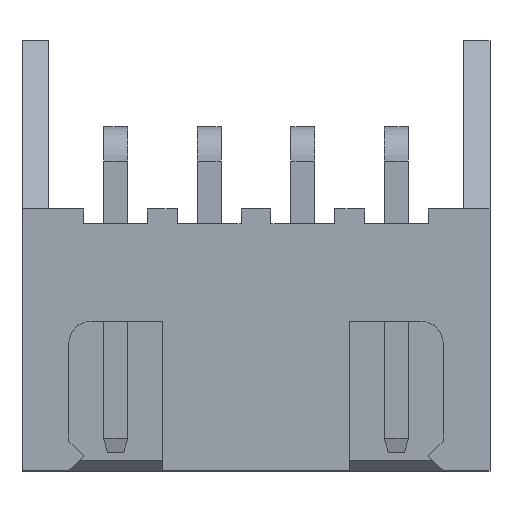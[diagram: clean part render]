
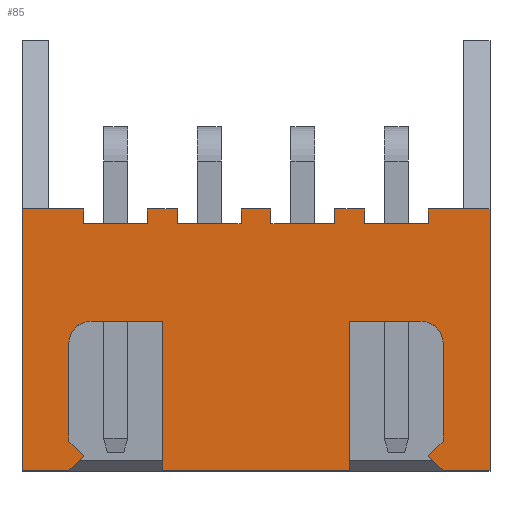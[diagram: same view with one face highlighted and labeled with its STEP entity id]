
A CAD part, top view. The second image highlights one B-rep face of the part: STEP entity #85.
In plain terms, the highlighted planar face has unit normal (0, 0, 1).
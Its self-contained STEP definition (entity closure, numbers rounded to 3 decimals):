
#85=ADVANCED_FACE('',(#1366),#1368,.T.);
#1366=FACE_BOUND('',#1367,.T.);
#1367=EDGE_LOOP('',(#2392,#2393,#2394,#2395,#2396,#2397,#2398,#2399,#2400,#2401,
#2402,#2403,#2404,#2405,#2406,#2407,#2408,#2409,#2410,#2411,#2412,#2413,#2414,#2415,
#2416,#2417,#2418,#2419,#2420,#2421,#2422,#2423,#2424,#2425));
#1368=PLANE('',#1369);
#1369=AXIS2_PLACEMENT_3D('',#1370,#1371,#1372);
#1370=CARTESIAN_POINT('',(-1.25,-8.88,5.75));
#1371=DIRECTION('',(0.,0.,1.));
#1372=DIRECTION('',(1.,0.,0.));
#2392=ORIENTED_EDGE('',*,*,#3120,.T.);
#2393=ORIENTED_EDGE('',*,*,#3121,.T.);
#2394=ORIENTED_EDGE('',*,*,#3122,.T.);
#2395=ORIENTED_EDGE('',*,*,#3123,.T.);
#2396=ORIENTED_EDGE('',*,*,#3116,.T.);
#2397=ORIENTED_EDGE('',*,*,#3124,.T.);
#2398=ORIENTED_EDGE('',*,*,#3125,.T.);
#2399=ORIENTED_EDGE('',*,*,#3126,.T.);
#2400=ORIENTED_EDGE('',*,*,#3127,.T.);
#2401=ORIENTED_EDGE('',*,*,#3128,.T.);
#2402=ORIENTED_EDGE('',*,*,#3129,.F.);
#2403=ORIENTED_EDGE('',*,*,#3130,.T.);
#2404=ORIENTED_EDGE('',*,*,#3131,.T.);
#2405=ORIENTED_EDGE('',*,*,#3132,.T.);
#2406=ORIENTED_EDGE('',*,*,#3133,.F.);
#2407=ORIENTED_EDGE('',*,*,#3134,.T.);
#2408=ORIENTED_EDGE('',*,*,#3135,.T.);
#2409=ORIENTED_EDGE('',*,*,#3136,.T.);
#2410=ORIENTED_EDGE('',*,*,#3137,.F.);
#2411=ORIENTED_EDGE('',*,*,#3138,.T.);
#2412=ORIENTED_EDGE('',*,*,#3139,.T.);
#2413=ORIENTED_EDGE('',*,*,#3140,.T.);
#2414=ORIENTED_EDGE('',*,*,#3141,.T.);
#2415=ORIENTED_EDGE('',*,*,#3142,.F.);
#2416=ORIENTED_EDGE('',*,*,#3143,.T.);
#2417=ORIENTED_EDGE('',*,*,#3144,.T.);
#2418=ORIENTED_EDGE('',*,*,#3145,.T.);
#2419=ORIENTED_EDGE('',*,*,#3146,.T.);
#2420=ORIENTED_EDGE('',*,*,#3147,.T.);
#2421=ORIENTED_EDGE('',*,*,#3148,.T.);
#2422=ORIENTED_EDGE('',*,*,#3149,.T.);
#2423=ORIENTED_EDGE('',*,*,#3118,.T.);
#2424=ORIENTED_EDGE('',*,*,#3150,.T.);
#2425=ORIENTED_EDGE('',*,*,#3151,.T.);
#3116=EDGE_CURVE('',#3501,#3503,#3505,.T.);
#3118=EDGE_CURVE('',#3508,#3506,#3509,.T.);
#3120=EDGE_CURVE('',#3511,#3512,#3513,.T.);
#3121=EDGE_CURVE('',#3512,#3514,#3515,.T.);
#3122=EDGE_CURVE('',#3514,#3516,#3517,.T.);
#3123=EDGE_CURVE('',#3516,#3501,#3518,.T.);
#3124=EDGE_CURVE('',#3503,#3519,#3520,.T.);
#3125=EDGE_CURVE('',#3519,#3521,#3522,.T.);
#3126=EDGE_CURVE('',#3521,#3523,#3524,.F.);
#3127=EDGE_CURVE('',#3523,#3525,#3526,.T.);
#3128=EDGE_CURVE('',#3525,#3527,#3528,.F.);
#3129=EDGE_CURVE('',#3529,#3527,#3530,.T.);
#3130=EDGE_CURVE('',#3529,#3531,#3532,.F.);
#3131=EDGE_CURVE('',#3531,#3533,#3534,.T.);
#3132=EDGE_CURVE('',#3533,#3535,#3536,.F.);
#3133=EDGE_CURVE('',#3537,#3535,#3538,.T.);
#3134=EDGE_CURVE('',#3537,#3539,#3540,.F.);
#3135=EDGE_CURVE('',#3539,#3541,#3542,.T.);
#3136=EDGE_CURVE('',#3541,#3543,#3544,.F.);
#3137=EDGE_CURVE('',#3545,#3543,#3546,.T.);
#3138=EDGE_CURVE('',#3545,#3547,#3548,.F.);
#3139=EDGE_CURVE('',#3547,#3549,#3550,.T.);
#3140=EDGE_CURVE('',#3549,#3551,#3552,.F.);
#3141=EDGE_CURVE('',#3551,#3553,#3554,.T.);
#3142=EDGE_CURVE('',#3555,#3553,#3556,.T.);
#3143=EDGE_CURVE('',#3555,#3557,#3558,.T.);
#3144=EDGE_CURVE('',#3557,#3559,#3560,.F.);
#3145=EDGE_CURVE('',#3559,#3561,#3562,.F.);
#3146=EDGE_CURVE('',#3561,#3563,#3564,.F.);
#3147=EDGE_CURVE('',#3563,#3565,#3566,.F.);
#3148=EDGE_CURVE('',#3565,#3567,#3568,.F.);
#3149=EDGE_CURVE('',#3567,#3508,#3569,.F.);
#3150=EDGE_CURVE('',#3506,#3570,#3571,.T.);
#3151=EDGE_CURVE('',#3570,#3511,#3572,.T.);
#3501=VERTEX_POINT('',#4144);
#3503=VERTEX_POINT('',#4148);
#3505=LINE('',#4152,#4153);
#3506=VERTEX_POINT('',#4155);
#3508=VERTEX_POINT('',#4159);
#3509=LINE('',#4160,#4161);
#3511=VERTEX_POINT('',#4166);
#3512=VERTEX_POINT('',#4167);
#3513=CIRCLE('',#4168,0.6);
#3514=VERTEX_POINT('',#4172);
#3515=LINE('',#4173,#4174);
#3516=VERTEX_POINT('',#4176);
#3517=LINE('',#4177,#4178);
#3518=LINE('',#4180,#4181);
#3519=VERTEX_POINT('',#4183);
#3520=LINE('',#4184,#4185);
#3521=VERTEX_POINT('',#4187);
#3522=LINE('',#4188,#4189);
#3523=VERTEX_POINT('',#4191);
#3524=LINE('',#4192,#4193);
#3525=VERTEX_POINT('',#4195);
#3526=LINE('',#4196,#4197);
#3527=VERTEX_POINT('',#4199);
#3528=LINE('',#4200,#4201);
#3529=VERTEX_POINT('',#4203);
#3530=LINE('',#4204,#4205);
#3531=VERTEX_POINT('',#4207);
#3532=LINE('',#4208,#4209);
#3533=VERTEX_POINT('',#4211);
#3534=LINE('',#4212,#4213);
#3535=VERTEX_POINT('',#4215);
#3536=LINE('',#4216,#4217);
#3537=VERTEX_POINT('',#4219);
#3538=LINE('',#4220,#4221);
#3539=VERTEX_POINT('',#4223);
#3540=LINE('',#4224,#4225);
#3541=VERTEX_POINT('',#4227);
#3542=LINE('',#4228,#4229);
#3543=VERTEX_POINT('',#4231);
#3544=LINE('',#4232,#4233);
#3545=VERTEX_POINT('',#4235);
#3546=LINE('',#4236,#4237);
#3547=VERTEX_POINT('',#4239);
#3548=LINE('',#4240,#4241);
#3549=VERTEX_POINT('',#4243);
#3550=LINE('',#4244,#4245);
#3551=VERTEX_POINT('',#4247);
#3552=LINE('',#4248,#4249);
#3553=VERTEX_POINT('',#4251);
#3554=LINE('',#4252,#4253);
#3555=VERTEX_POINT('',#4255);
#3556=LINE('',#4256,#4257);
#3557=VERTEX_POINT('',#4259);
#3558=LINE('',#4260,#4261);
#3559=VERTEX_POINT('',#4263);
#3560=LINE('',#4264,#4265);
#3561=VERTEX_POINT('',#4267);
#3562=LINE('',#4268,#4269);
#3563=VERTEX_POINT('',#4271);
#3564=LINE('',#4272,#4273);
#3565=VERTEX_POINT('',#4275);
#3566=CIRCLE('',#4276,0.6);
#3567=VERTEX_POINT('',#4280);
#3568=LINE('',#4281,#4282);
#3569=LINE('',#4284,#4285);
#3570=VERTEX_POINT('',#4287);
#3571=LINE('',#4288,#4289);
#3572=LINE('',#4291,#4292);
#4144=CARTESIAN_POINT('',(8.75,-8.88,5.75));
#4148=CARTESIAN_POINT('',(10.,-8.88,5.75));
#4152=CARTESIAN_POINT('',(8.75,-8.88,5.75));
#4153=VECTOR('',#4154,1.);
#4154=DIRECTION('',(1.,0.,0.));
#4155=CARTESIAN_POINT('',(6.25,-8.88,5.75));
#4159=CARTESIAN_POINT('',(1.25,-8.88,5.75));
#4160=CARTESIAN_POINT('',(1.25,-8.88,5.75));
#4161=VECTOR('',#4162,1.);
#4162=DIRECTION('',(1.,0.,0.));
#4166=CARTESIAN_POINT('',(8.15,-4.88,5.75));
#4167=CARTESIAN_POINT('',(8.75,-5.48,5.75));
#4168=AXIS2_PLACEMENT_3D('',#4169,#4170,#4171);
#4169=CARTESIAN_POINT('',(8.15,-5.48,5.75));
#4170=DIRECTION('',(0.,0.,-1.));
#4171=DIRECTION('',(0.,1.,0.));
#4172=CARTESIAN_POINT('',(8.75,-8.08,5.75));
#4173=CARTESIAN_POINT('',(8.75,-5.48,5.75));
#4174=VECTOR('',#4175,1.);
#4175=DIRECTION('',(0.,-1.,0.));
#4176=CARTESIAN_POINT('',(8.35,-8.48,5.75));
#4177=CARTESIAN_POINT('',(8.75,-8.08,5.75));
#4178=VECTOR('',#4179,1.);
#4179=DIRECTION('',(-0.707,-0.707,0.));
#4180=CARTESIAN_POINT('',(8.35,-8.48,5.75));
#4181=VECTOR('',#4182,1.);
#4182=DIRECTION('',(0.707,-0.707,0.));
#4183=CARTESIAN_POINT('',(10.,-1.88,5.75));
#4184=CARTESIAN_POINT('',(10.,-8.88,5.75));
#4185=VECTOR('',#4186,1.);
#4186=DIRECTION('',(0.,1.,0.));
#4187=CARTESIAN_POINT('',(8.35,-1.88,5.75));
#4188=CARTESIAN_POINT('',(10.,-1.88,5.75));
#4189=VECTOR('',#4190,1.);
#4190=DIRECTION('',(-1.,0.,0.));
#4191=CARTESIAN_POINT('',(8.35,-2.28,5.75));
#4192=CARTESIAN_POINT('',(8.35,-2.28,5.75));
#4193=VECTOR('',#4194,1.);
#4194=DIRECTION('',(0.,1.,0.));
#4195=CARTESIAN_POINT('',(6.65,-2.28,5.75));
#4196=CARTESIAN_POINT('',(8.35,-2.28,5.75));
#4197=VECTOR('',#4198,1.);
#4198=DIRECTION('',(-1.,0.,0.));
#4199=CARTESIAN_POINT('',(6.65,-1.88,5.75));
#4200=CARTESIAN_POINT('',(6.65,-1.88,5.75));
#4201=VECTOR('',#4202,1.);
#4202=DIRECTION('',(0.,-1.,0.));
#4203=CARTESIAN_POINT('',(5.85,-1.88,5.75));
#4204=CARTESIAN_POINT('',(5.85,-1.88,5.75));
#4205=VECTOR('',#4206,1.);
#4206=DIRECTION('',(1.,0.,0.));
#4207=CARTESIAN_POINT('',(5.85,-2.28,5.75));
#4208=CARTESIAN_POINT('',(5.85,-2.28,5.75));
#4209=VECTOR('',#4210,1.);
#4210=DIRECTION('',(0.,1.,0.));
#4211=CARTESIAN_POINT('',(4.15,-2.28,5.75));
#4212=CARTESIAN_POINT('',(5.85,-2.28,5.75));
#4213=VECTOR('',#4214,1.);
#4214=DIRECTION('',(-1.,0.,0.));
#4215=CARTESIAN_POINT('',(4.15,-1.88,5.75));
#4216=CARTESIAN_POINT('',(4.15,-1.88,5.75));
#4217=VECTOR('',#4218,1.);
#4218=DIRECTION('',(0.,-1.,0.));
#4219=CARTESIAN_POINT('',(3.35,-1.88,5.75));
#4220=CARTESIAN_POINT('',(3.35,-1.88,5.75));
#4221=VECTOR('',#4222,1.);
#4222=DIRECTION('',(1.,0.,0.));
#4223=CARTESIAN_POINT('',(3.35,-2.28,5.75));
#4224=CARTESIAN_POINT('',(3.35,-2.28,5.75));
#4225=VECTOR('',#4226,1.);
#4226=DIRECTION('',(0.,1.,0.));
#4227=CARTESIAN_POINT('',(1.65,-2.28,5.75));
#4228=CARTESIAN_POINT('',(3.35,-2.28,5.75));
#4229=VECTOR('',#4230,1.);
#4230=DIRECTION('',(-1.,0.,0.));
#4231=CARTESIAN_POINT('',(1.65,-1.88,5.75));
#4232=CARTESIAN_POINT('',(1.65,-1.88,5.75));
#4233=VECTOR('',#4234,1.);
#4234=DIRECTION('',(0.,-1.,0.));
#4235=CARTESIAN_POINT('',(0.85,-1.88,5.75));
#4236=CARTESIAN_POINT('',(0.85,-1.88,5.75));
#4237=VECTOR('',#4238,1.);
#4238=DIRECTION('',(1.,0.,0.));
#4239=CARTESIAN_POINT('',(0.85,-2.28,5.75));
#4240=CARTESIAN_POINT('',(0.85,-2.28,5.75));
#4241=VECTOR('',#4242,1.);
#4242=DIRECTION('',(0.,1.,0.));
#4243=CARTESIAN_POINT('',(-0.85,-2.28,5.75));
#4244=CARTESIAN_POINT('',(0.85,-2.28,5.75));
#4245=VECTOR('',#4246,1.);
#4246=DIRECTION('',(-1.,0.,0.));
#4247=CARTESIAN_POINT('',(-0.85,-1.88,5.75));
#4248=CARTESIAN_POINT('',(-0.85,-1.88,5.75));
#4249=VECTOR('',#4250,1.);
#4250=DIRECTION('',(0.,-1.,0.));
#4251=CARTESIAN_POINT('',(-2.5,-1.88,5.75));
#4252=CARTESIAN_POINT('',(-0.85,-1.88,5.75));
#4253=VECTOR('',#4254,1.);
#4254=DIRECTION('',(-1.,0.,0.));
#4255=CARTESIAN_POINT('',(-2.5,-8.88,5.75));
#4256=CARTESIAN_POINT('',(-2.5,-8.88,5.75));
#4257=VECTOR('',#4258,1.);
#4258=DIRECTION('',(0.,1.,0.));
#4259=CARTESIAN_POINT('',(-1.25,-8.88,5.75));
#4260=CARTESIAN_POINT('',(-2.5,-8.88,5.75));
#4261=VECTOR('',#4262,1.);
#4262=DIRECTION('',(1.,0.,0.));
#4263=CARTESIAN_POINT('',(-0.85,-8.48,5.75));
#4264=CARTESIAN_POINT('',(-0.85,-8.48,5.75));
#4265=VECTOR('',#4266,1.);
#4266=DIRECTION('',(-0.707,-0.707,0.));
#4267=CARTESIAN_POINT('',(-1.25,-8.08,5.75));
#4268=CARTESIAN_POINT('',(-1.25,-8.08,5.75));
#4269=VECTOR('',#4270,1.);
#4270=DIRECTION('',(0.707,-0.707,0.));
#4271=CARTESIAN_POINT('',(-1.25,-5.48,5.75));
#4272=CARTESIAN_POINT('',(-1.25,-5.48,5.75));
#4273=VECTOR('',#4274,1.);
#4274=DIRECTION('',(0.,-1.,0.));
#4275=CARTESIAN_POINT('',(-0.65,-4.88,5.75));
#4276=AXIS2_PLACEMENT_3D('',#4277,#4278,#4279);
#4277=CARTESIAN_POINT('',(-0.65,-5.48,5.75));
#4278=DIRECTION('',(0.,-0.,1.));
#4279=DIRECTION('',(0.,1.,0.));
#4280=CARTESIAN_POINT('',(1.25,-4.88,5.75));
#4281=CARTESIAN_POINT('',(1.25,-4.88,5.75));
#4282=VECTOR('',#4283,1.);
#4283=DIRECTION('',(-1.,0.,0.));
#4284=CARTESIAN_POINT('',(1.25,-8.88,5.75));
#4285=VECTOR('',#4286,1.);
#4286=DIRECTION('',(0.,1.,0.));
#4287=CARTESIAN_POINT('',(6.25,-4.88,5.75));
#4288=CARTESIAN_POINT('',(6.25,-8.88,5.75));
#4289=VECTOR('',#4290,1.);
#4290=DIRECTION('',(0.,1.,0.));
#4291=CARTESIAN_POINT('',(6.25,-4.88,5.75));
#4292=VECTOR('',#4293,1.);
#4293=DIRECTION('',(1.,0.,0.));
